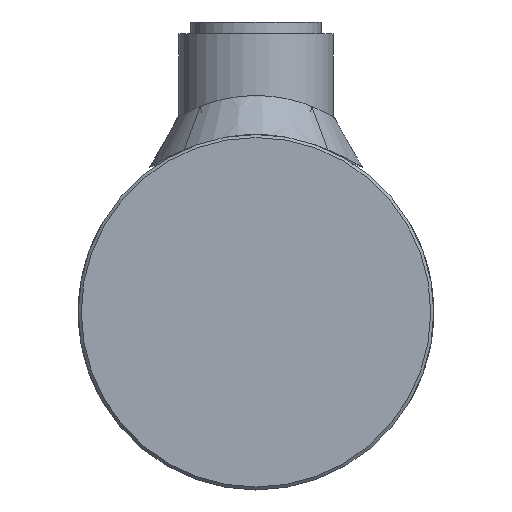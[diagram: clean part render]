
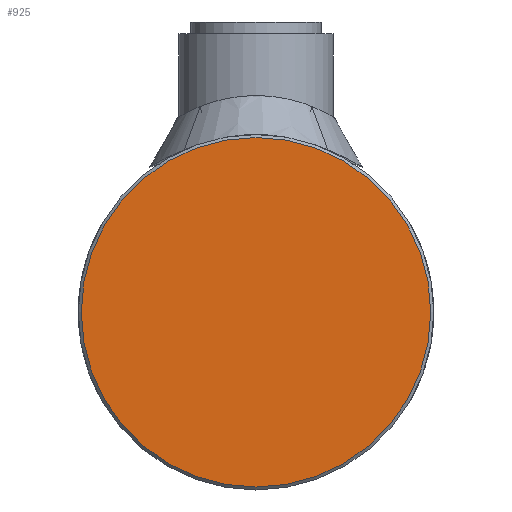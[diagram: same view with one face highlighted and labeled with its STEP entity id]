
A CAD part, left-side view. The second image highlights one B-rep face of the part: STEP entity #925.
In plain terms, the highlighted planar face has unit normal (-1, 0, 0).
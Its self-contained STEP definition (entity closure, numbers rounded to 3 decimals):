
#925 = ADVANCED_FACE( '', ( #1766 ), #1767, .T. );
#1766 = FACE_OUTER_BOUND( '', #6255, .T. );
#1767 = PLANE( '', #6256 );
#6255 = EDGE_LOOP( '', ( #8645 ) );
#6256 = AXIS2_PLACEMENT_3D( '', #8646, #8647, #8648 );
#8645 = ORIENTED_EDGE( '', *, *, #9313, .T. );
#8646 = CARTESIAN_POINT( '', ( -49., 0., 0. ) );
#8647 = DIRECTION( '', ( -1., 0., 0. ) );
#8648 = DIRECTION( '', ( 0., -1., 0. ) );
#9313 = EDGE_CURVE( '', #10090, #10090, #10091, .T. );
#10090 = VERTEX_POINT( '', #12812 );
#10091 = CIRCLE( '', #12813, 29.5 );
#12812 = CARTESIAN_POINT( '', ( -49., -29.5, 0. ) );
#12813 = AXIS2_PLACEMENT_3D( '', #13480, #13481, #13482 );
#13480 = CARTESIAN_POINT( '', ( -49., 0., 0. ) );
#13481 = DIRECTION( '', ( -1., 0., 0. ) );
#13482 = DIRECTION( '', ( 0., -1., 0. ) );
